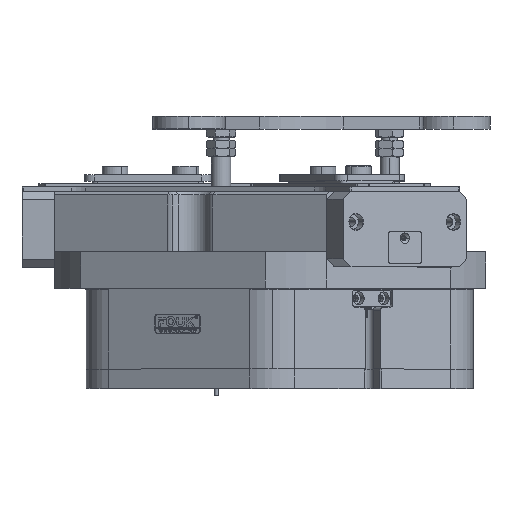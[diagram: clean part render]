
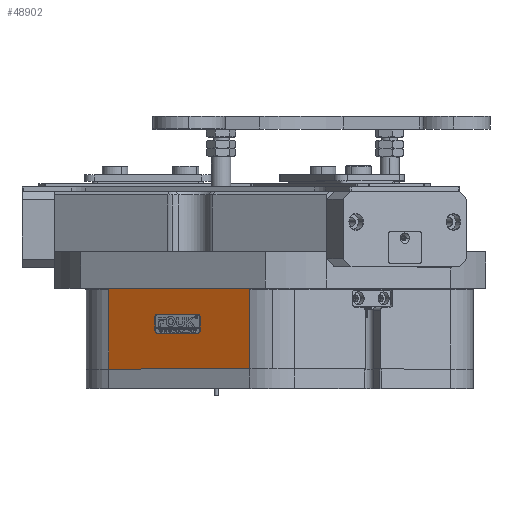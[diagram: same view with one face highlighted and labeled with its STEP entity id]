
A CAD part, top view. The second image highlights one B-rep face of the part: STEP entity #48902.
In plain terms, the highlighted planar face has unit normal (-0.5, 0, 0.866).
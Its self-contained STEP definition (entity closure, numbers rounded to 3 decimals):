
#573 = VECTOR ( 'NONE', #46875, 1000. ) ;
#1367 = EDGE_LOOP ( 'NONE', ( #41062, #24715, #43736, #28117, #33346, #55216, #27041, #22519 ) ) ;
#1646 = DIRECTION ( 'NONE',  ( -0.866, 0., -0.5 ) ) ;
#1935 = EDGE_CURVE ( 'NONE', #6350, #31493, #17526, .T. ) ;
#2882 = CARTESIAN_POINT ( 'NONE',  ( 122., 0., 211.31 ) ) ;
#3450 = CARTESIAN_POINT ( 'NONE',  ( -50.175, 22., 111.905 ) ) ;
#3929 = CARTESIAN_POINT ( 'NONE',  ( -105., 49.633, 80.252 ) ) ;
#4620 = EDGE_CURVE ( 'NONE', #45808, #20089, #35015, .T. ) ;
#4651 = ORIENTED_EDGE ( 'NONE', *, *, #19810, .T. ) ;
#6076 = ORIENTED_EDGE ( 'NONE', *, *, #8621, .T. ) ;
#6197 = LINE ( 'NONE', #3450, #55513 ) ;
#6350 = VERTEX_POINT ( 'NONE', #6918 ) ;
#6918 = CARTESIAN_POINT ( 'NONE',  ( -76.242, 24.1, 96.855 ) ) ;
#7191 = EDGE_LOOP ( 'NONE', ( #12292, #6076, #13251, #29685, #4651, #56855 ) ) ;
#7726 = CARTESIAN_POINT ( 'NONE',  ( -50.175, 32.1, 111.905 ) ) ;
#8271 = EDGE_CURVE ( 'NONE', #17124, #35709, #19542, .T. ) ;
#8621 = EDGE_CURVE ( 'NONE', #51361, #24063, #34292, .T. ) ;
#9267 = DIRECTION ( 'NONE',  ( 0.866, 0., 0.5 ) ) ;
#9339 = FACE_OUTER_BOUND ( 'NONE', #7191, .T. ) ;
#10319 = CARTESIAN_POINT ( 'NONE',  ( -17., 0., 131.059 ) ) ;
#10401 = CARTESIAN_POINT ( 'NONE',  ( -17., 110.5, 131.059 ) ) ;
#11466 = CIRCLE ( 'NONE', #38714, 2.1 ) ;
#11976 = CARTESIAN_POINT ( 'NONE',  ( -17., 49.3, 131.059 ) ) ;
#12292 = ORIENTED_EDGE ( 'NONE', *, *, #22840, .F. ) ;
#12372 = CARTESIAN_POINT ( 'NONE',  ( -17., 49.633, 131.059 ) ) ;
#13251 = ORIENTED_EDGE ( 'NONE', *, *, #44378, .T. ) ;
#13934 = CARTESIAN_POINT ( 'NONE',  ( -61., 50.3, 105.655 ) ) ;
#14406 = CARTESIAN_POINT ( 'NONE',  ( -105., 110.5, 80.252 ) ) ;
#15142 = LINE ( 'NONE', #14406, #41471 ) ;
#15583 = CARTESIAN_POINT ( 'NONE',  ( -17., 49.3, 131.059 ) ) ;
#16342 = DIRECTION ( 'NONE',  ( 0.5, 0., -0.866 ) ) ;
#17124 = VERTEX_POINT ( 'NONE', #54754 ) ;
#17526 = LINE ( 'NONE', #50390, #46619 ) ;
#18764 = EDGE_CURVE ( 'NONE', #57485, #17124, #31349, .T. ) ;
#18885 = AXIS2_PLACEMENT_3D ( 'NONE', #37539, #28223, #1646 ) ;
#19542 = CIRCLE ( 'NONE', #54384, 2.1 ) ;
#19810 = EDGE_CURVE ( 'NONE', #44479, #45808, #49230, .T. ) ;
#19973 = CARTESIAN_POINT ( 'NONE',  ( -105., 49.3, 80.252 ) ) ;
#20089 = VERTEX_POINT ( 'NONE', #42950 ) ;
#21167 = EDGE_CURVE ( 'NONE', #44479, #45710, #30407, .T. ) ;
#21643 = EDGE_CURVE ( 'NONE', #38281, #6350, #40846, .T. ) ;
#22519 = ORIENTED_EDGE ( 'NONE', *, *, #32860, .T. ) ;
#22840 = EDGE_CURVE ( 'NONE', #51361, #20089, #50420, .T. ) ;
#23894 = FACE_BOUND ( 'NONE', #1367, .T. ) ;
#24063 = VERTEX_POINT ( 'NONE', #19973 ) ;
#24553 = EDGE_CURVE ( 'NONE', #31493, #56437, #11466, .T. ) ;
#24715 = ORIENTED_EDGE ( 'NONE', *, *, #8271, .T. ) ;
#25770 = CARTESIAN_POINT ( 'NONE',  ( -16.983, 50.3, 131.068 ) ) ;
#27041 = ORIENTED_EDGE ( 'NONE', *, *, #47959, .T. ) ;
#28117 = ORIENTED_EDGE ( 'NONE', *, *, #21643, .T. ) ;
#28223 = DIRECTION ( 'NONE',  ( 0.5, 0., -0.866 ) ) ;
#28303 = CARTESIAN_POINT ( 'NONE',  ( -74.423, 22., 97.905 ) ) ;
#29166 = EDGE_CURVE ( 'NONE', #35709, #38281, #6197, .T. ) ;
#29685 = ORIENTED_EDGE ( 'NONE', *, *, #21167, .F. ) ;
#30255 = LINE ( 'NONE', #43547, #46157 ) ;
#30342 = CIRCLE ( 'NONE', #45612, 2.1 ) ;
#30407 = LINE ( 'NONE', #2882, #573 ) ;
#30521 = CARTESIAN_POINT ( 'NONE',  ( -105.006, 49.967, 80.248 ) ) ;
#30584 = DIRECTION ( 'NONE',  ( 0.866, 0., 0.5 ) ) ;
#31343 = CARTESIAN_POINT ( 'NONE',  ( -50.175, 34.2, 111.905 ) ) ;
#31349 = LINE ( 'NONE', #53616, #38965 ) ;
#31493 = VERTEX_POINT ( 'NONE', #54633 ) ;
#31713 = DIRECTION ( 'NONE',  ( 0., -1., 0. ) ) ;
#32778 = DIRECTION ( 'NONE',  ( 0., -1., 0. ) ) ;
#32860 = EDGE_CURVE ( 'NONE', #46554, #57485, #30342, .T. ) ;
#32938 = CARTESIAN_POINT ( 'NONE',  ( -105.017, 50.3, 80.242 ) ) ;
#33346 = ORIENTED_EDGE ( 'NONE', *, *, #1935, .T. ) ;
#33851 = CARTESIAN_POINT ( 'NONE',  ( 122., 110.5, 211.31 ) ) ;
#34292 =( BOUNDED_CURVE ( )  B_SPLINE_CURVE ( 3, ( #48146, #30521, #3929, #44052 ),
 .UNSPECIFIED., .F., .F. ) 
 B_SPLINE_CURVE_WITH_KNOTS ( ( 4, 4 ),
 ( 3.107, 3.142 ),
 .UNSPECIFIED. ) 
 CURVE ( )  GEOMETRIC_REPRESENTATION_ITEM ( )  RATIONAL_B_SPLINE_CURVE ( ( 1., 1., 1., 1. ) ) 
 REPRESENTATION_ITEM ( '' )  );
#35015 =( BOUNDED_CURVE ( )  B_SPLINE_CURVE ( 3, ( #11976, #12372, #56566, #25770 ),
 .UNSPECIFIED., .F., .F. ) 
 B_SPLINE_CURVE_WITH_KNOTS ( ( 4, 4 ),
 ( 0., 0.034 ),
 .UNSPECIFIED. ) 
 CURVE ( )  GEOMETRIC_REPRESENTATION_ITEM ( )  RATIONAL_B_SPLINE_CURVE ( ( 1., 1., 1., 1. ) ) 
 REPRESENTATION_ITEM ( '' )  );
#35709 = VERTEX_POINT ( 'NONE', #40665 ) ;
#37459 = VECTOR ( 'NONE', #53807, 1000. ) ;
#37522 = DIRECTION ( 'NONE',  ( -0.866, 0., -0.5 ) ) ;
#37539 = CARTESIAN_POINT ( 'NONE',  ( -74.423, 24.1, 97.905 ) ) ;
#38281 = VERTEX_POINT ( 'NONE', #28303 ) ;
#38714 = AXIS2_PLACEMENT_3D ( 'NONE', #42478, #16342, #51014 ) ;
#38756 = DIRECTION ( 'NONE',  ( 0.5, 0., -0.866 ) ) ;
#38965 = VECTOR ( 'NONE', #31713, 1000. ) ;
#40665 = CARTESIAN_POINT ( 'NONE',  ( -50.175, 22., 111.905 ) ) ;
#40846 = CIRCLE ( 'NONE', #18885, 2.1 ) ;
#41062 = ORIENTED_EDGE ( 'NONE', *, *, #18764, .T. ) ;
#41471 = VECTOR ( 'NONE', #32778, 1000. ) ;
#41536 = CARTESIAN_POINT ( 'NONE',  ( -105., 0., 80.252 ) ) ;
#42478 = CARTESIAN_POINT ( 'NONE',  ( -74.423, 32.1, 97.905 ) ) ;
#42816 = VECTOR ( 'NONE', #9267, 1000. ) ;
#42930 = PLANE ( 'NONE',  #49203 ) ;
#42950 = CARTESIAN_POINT ( 'NONE',  ( -16.983, 50.3, 131.068 ) ) ;
#43547 = CARTESIAN_POINT ( 'NONE',  ( -50.175, 34.2, 111.905 ) ) ;
#43736 = ORIENTED_EDGE ( 'NONE', *, *, #29166, .T. ) ;
#44052 = CARTESIAN_POINT ( 'NONE',  ( -105., 49.3, 80.252 ) ) ;
#44378 = EDGE_CURVE ( 'NONE', #24063, #45710, #15142, .T. ) ;
#44479 = VERTEX_POINT ( 'NONE', #10319 ) ;
#45612 = AXIS2_PLACEMENT_3D ( 'NONE', #7726, #38756, #52674 ) ;
#45710 = VERTEX_POINT ( 'NONE', #41536 ) ;
#45808 = VERTEX_POINT ( 'NONE', #15583 ) ;
#45914 = CARTESIAN_POINT ( 'NONE',  ( -74.423, 34.2, 97.905 ) ) ;
#46157 = VECTOR ( 'NONE', #30584, 1000. ) ;
#46554 = VERTEX_POINT ( 'NONE', #31343 ) ;
#46619 = VECTOR ( 'NONE', #51169, 1000. ) ;
#46779 = CARTESIAN_POINT ( 'NONE',  ( -50.175, 24.1, 111.905 ) ) ;
#46875 = DIRECTION ( 'NONE',  ( -0.866, 0., -0.5 ) ) ;
#47641 = DIRECTION ( 'NONE',  ( -0.866, 0., -0.5 ) ) ;
#47959 = EDGE_CURVE ( 'NONE', #56437, #46554, #30255, .T. ) ;
#48146 = CARTESIAN_POINT ( 'NONE',  ( -105.017, 50.3, 80.242 ) ) ;
#48902 = ADVANCED_FACE ( 'NONE', ( #9339, #23894 ), #42930, .T. ) ;
#49203 = AXIS2_PLACEMENT_3D ( 'NONE', #33851, #55947, #51858 ) ;
#49230 = LINE ( 'NONE', #10401, #37459 ) ;
#50390 = CARTESIAN_POINT ( 'NONE',  ( -76.242, 32.1, 96.855 ) ) ;
#50420 = LINE ( 'NONE', #13934, #42816 ) ;
#51014 = DIRECTION ( 'NONE',  ( -0.866, 0., -0.5 ) ) ;
#51169 = DIRECTION ( 'NONE',  ( 0., 1., 0. ) ) ;
#51361 = VERTEX_POINT ( 'NONE', #32938 ) ;
#51858 = DIRECTION ( 'NONE',  ( 0.866, 0., 0.5 ) ) ;
#52674 = DIRECTION ( 'NONE',  ( 0.866, 0., 0.5 ) ) ;
#53026 = CARTESIAN_POINT ( 'NONE',  ( -48.356, 32.1, 112.955 ) ) ;
#53616 = CARTESIAN_POINT ( 'NONE',  ( -48.356, 32.1, 112.955 ) ) ;
#53807 = DIRECTION ( 'NONE',  ( 0., 1., 0. ) ) ;
#54384 = AXIS2_PLACEMENT_3D ( 'NONE', #46779, #55144, #37522 ) ;
#54633 = CARTESIAN_POINT ( 'NONE',  ( -76.242, 32.1, 96.855 ) ) ;
#54754 = CARTESIAN_POINT ( 'NONE',  ( -48.356, 24.1, 112.955 ) ) ;
#55144 = DIRECTION ( 'NONE',  ( 0.5, 0., -0.866 ) ) ;
#55216 = ORIENTED_EDGE ( 'NONE', *, *, #24553, .T. ) ;
#55513 = VECTOR ( 'NONE', #47641, 1000. ) ;
#55947 = DIRECTION ( 'NONE',  ( -0.5, 0., 0.866 ) ) ;
#56437 = VERTEX_POINT ( 'NONE', #45914 ) ;
#56566 = CARTESIAN_POINT ( 'NONE',  ( -16.994, 49.967, 131.062 ) ) ;
#56855 = ORIENTED_EDGE ( 'NONE', *, *, #4620, .T. ) ;
#57485 = VERTEX_POINT ( 'NONE', #53026 ) ;
